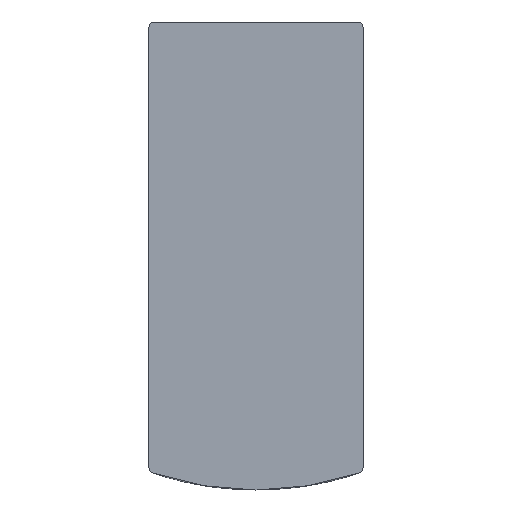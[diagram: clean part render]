
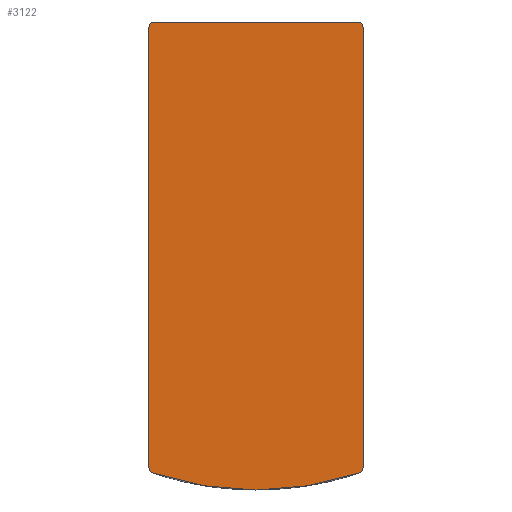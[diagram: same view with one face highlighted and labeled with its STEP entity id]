
A CAD part, front view. The second image highlights one B-rep face of the part: STEP entity #3122.
In plain terms, the highlighted planar face has unit normal (0, -1, 0).
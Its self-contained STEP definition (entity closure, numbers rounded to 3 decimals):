
#91=PLANE('',#4253);
#184=CIRCLE('',#4225,0.5);
#185=CIRCLE('',#4227,30.);
#186=CIRCLE('',#4230,0.5);
#189=CIRCLE('',#4235,0.5);
#192=CIRCLE('',#4240,0.5);
#349=LINE('',#5697,#595);
#353=LINE('',#5713,#599);
#355=LINE('',#5720,#601);
#595=VECTOR('',#4637,1000.);
#599=VECTOR('',#4653,1000.);
#601=VECTOR('',#4661,1000.);
#900=ORIENTED_EDGE('',*,*,#1727,.F.);
#901=ORIENTED_EDGE('',*,*,#1744,.F.);
#902=ORIENTED_EDGE('',*,*,#1716,.F.);
#903=ORIENTED_EDGE('',*,*,#1710,.F.);
#904=ORIENTED_EDGE('',*,*,#1705,.F.);
#905=ORIENTED_EDGE('',*,*,#1740,.F.);
#906=ORIENTED_EDGE('',*,*,#1735,.F.);
#907=ORIENTED_EDGE('',*,*,#1732,.F.);
#1705=EDGE_CURVE('',#2140,#2141,#184,.T.);
#1710=EDGE_CURVE('',#2141,#2145,#185,.T.);
#1716=EDGE_CURVE('',#2145,#2149,#186,.T.);
#1727=EDGE_CURVE('',#2156,#2157,#189,.T.);
#1732=EDGE_CURVE('',#2157,#2161,#349,.T.);
#1735=EDGE_CURVE('',#2161,#2163,#192,.T.);
#1740=EDGE_CURVE('',#2163,#2140,#353,.T.);
#1744=EDGE_CURVE('',#2149,#2156,#355,.T.);
#2140=VERTEX_POINT('',#5596);
#2141=VERTEX_POINT('',#5598);
#2145=VERTEX_POINT('',#5619);
#2149=VERTEX_POINT('',#5650);
#2156=VERTEX_POINT('',#5687);
#2157=VERTEX_POINT('',#5688);
#2161=VERTEX_POINT('',#5698);
#2163=VERTEX_POINT('',#5704);
#2494=EDGE_LOOP('',(#900,#901,#902,#903,#904,#905,#906,#907));
#2775=FACE_BOUND('',#2494,.T.);
#3122=ADVANCED_FACE('',(#2775),#91,.F.);
#4225=AXIS2_PLACEMENT_3D('',#5597,#4599,#4600);
#4227=AXIS2_PLACEMENT_3D('',#5618,#4605,#4606);
#4230=AXIS2_PLACEMENT_3D('',#5649,#4613,#4614);
#4235=AXIS2_PLACEMENT_3D('',#5686,#4627,#4628);
#4240=AXIS2_PLACEMENT_3D('',#5703,#4642,#4643);
#4253=AXIS2_PLACEMENT_3D('',#5731,#4673,#4674);
#4599=DIRECTION('',(0.,1.,0.));
#4600=DIRECTION('',(1.,0.,0.));
#4605=DIRECTION('',(0.,1.,0.));
#4606=DIRECTION('',(1.,0.,0.));
#4613=DIRECTION('',(0.,1.,0.));
#4614=DIRECTION('',(1.,0.,0.));
#4627=DIRECTION('',(0.,1.,0.));
#4628=DIRECTION('',(1.,0.,0.));
#4637=DIRECTION('',(0.,0.,1.));
#4642=DIRECTION('',(0.,1.,0.));
#4643=DIRECTION('',(1.,0.,0.));
#4653=DIRECTION('',(1.,0.,0.));
#4661=DIRECTION('',(-1.,0.,0.));
#4673=DIRECTION('',(0.,1.,0.));
#4674=DIRECTION('',(0.,0.,1.));
#5596=CARTESIAN_POINT('',(20.644,0.,10.));
#5597=CARTESIAN_POINT('',(20.644,0.,9.5));
#5598=CARTESIAN_POINT('',(21.118,0.,9.661));
#5618=CARTESIAN_POINT('',(-7.284,0.,0.));
#5619=CARTESIAN_POINT('',(21.118,0.,-9.661));
#5649=CARTESIAN_POINT('',(20.644,0.,-9.5));
#5650=CARTESIAN_POINT('',(20.644,0.,-10.));
#5686=CARTESIAN_POINT('',(-20.5,0.,-9.5));
#5687=CARTESIAN_POINT('',(-20.5,0.,-10.));
#5688=CARTESIAN_POINT('',(-21.,0.,-9.5));
#5697=CARTESIAN_POINT('',(-21.,0.,-9.5));
#5698=CARTESIAN_POINT('',(-21.,0.,9.5));
#5703=CARTESIAN_POINT('',(-20.5,0.,9.5));
#5704=CARTESIAN_POINT('',(-20.5,0.,10.));
#5713=CARTESIAN_POINT('',(-20.5,0.,10.));
#5720=CARTESIAN_POINT('',(20.644,0.,-10.));
#5731=CARTESIAN_POINT('',(-20.5,0.,-9.5));
